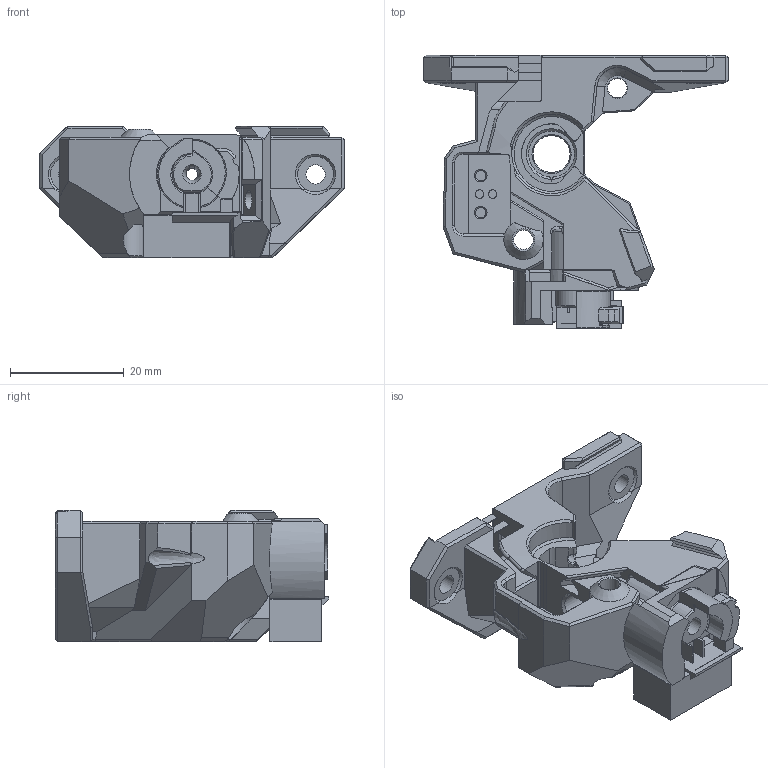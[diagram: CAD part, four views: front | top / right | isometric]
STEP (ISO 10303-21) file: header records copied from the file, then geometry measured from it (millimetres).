
FILE_DESCRIPTION(/* description */ (''),/* implementation_level */ '2;1');
FILE_NAME(/* name */ 'WW-BMG extruder model for UBBI Attachment v6.step',/* time_stamp */ '2025-07-30T19:41:52-04:00',/* author */ (''),/* organization */ (''),/* preprocessor_version */ 'ST-DEVELOPER v20.1',/* originating_system */ 'Autodesk Translation Framework v14.10.0.0',/* authorisation */ '');
FILE_SCHEMA (('AUTOMOTIVE_DESIGN { 1 0 10303 214 3 1 1 }'));
Length unit declared in the file: millimetre
Products named in the file (3): WW-BMG extruder model for UBBI Attachment; A4T - WWBMG - Main_Body [Sherpa-Mini spacing] Dual Sensor - Bearing -
0.2; UBBI Attachment
Assembly tree (2 placements, depth 2):
  WW-BMG extruder model for UBBI Attachment
    A4T - WWBMG - Main_Body [Sherpa-Mini spacing] Dual Sensor - Bearing -
0.2
    UBBI Attachment
Bounding box: 53.59 x 48.18 x 23.2 mm (x, y, z)
Volume: 17265.9 mm3; surface area: 12132.3 mm2
Topology: 3 solids, 3 shells, 1272 faces, 3439 edges, 2226 vertices
Faces by surface type: plane 723, bspline 372, cylinder 119, cone 45, torus 12, sphere 1
Full cylindrical faces by diameter (mm): 1.5 x3, 1.8 x4, 3 x1, 3.4 x6, 5.8 x1, 5.9 x1, 6.5 x1, 9 x2
Entity records: 45871 total; most frequent: CARTESIAN_POINT 16229, ORIENTED_EDGE 6876, DIRECTION 4819, EDGE_CURVE 3438, VERTEX_POINT 2226, LINE 2209, VECTOR 2209, EDGE_LOOP 1358
